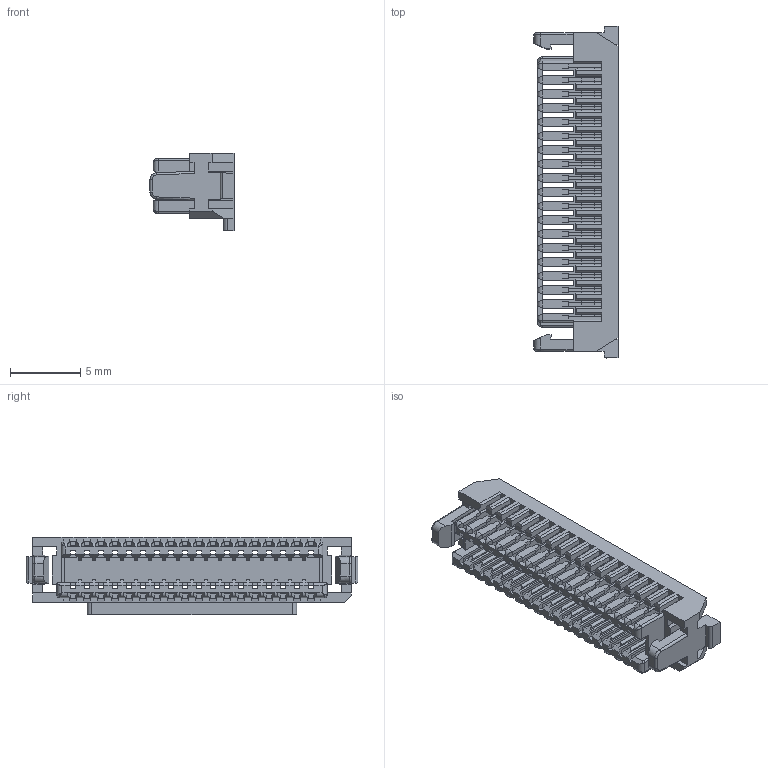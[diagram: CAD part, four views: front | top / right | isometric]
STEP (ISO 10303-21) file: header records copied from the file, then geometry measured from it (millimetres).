
FILE_DESCRIPTION (( 'STEP AP214' ), '1' );
FILE_NAME ('FHG10008-D36M2WHB.STEP', '2025-11-21T02:49:12', ( '' ), ( '' ), 'SwSTEP 2.0', 'SolidWorks 2021', '' );
FILE_SCHEMA (( 'AUTOMOTIVE_DESIGN' ));
Length unit declared in the file: millimetre
Products named in the file (1): FHG10008-D36M2WHB
Bounding box: 6 x 23.71 x 5.51 mm (x, y, z)
Volume: 241.6 mm3; surface area: 1371.2 mm2
Topology: 1 solids, 1 shells, 1667 faces, 4940 edges, 3164 vertices
Faces by surface type: plane 1561, cylinder 96, torus 6, bspline 4
Entity records: 55158 total; most frequent: CARTESIAN_POINT 10900, ORIENTED_EDGE 9880, DIRECTION 8208, EDGE_CURVE 4940, VECTOR 4736, LINE 4736, VERTEX_POINT 3164, AXIS2_PLACEMENT_3D 1736
